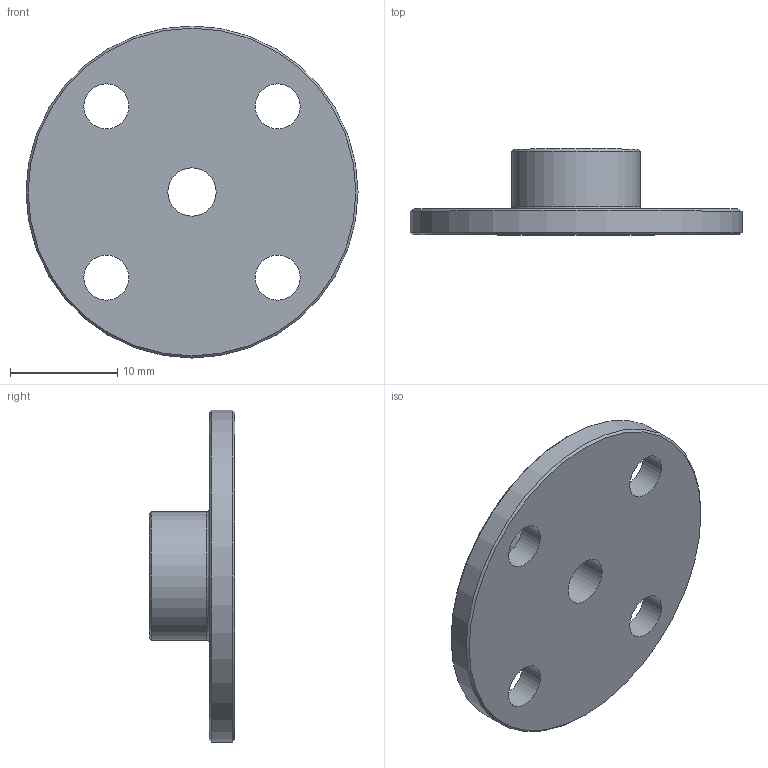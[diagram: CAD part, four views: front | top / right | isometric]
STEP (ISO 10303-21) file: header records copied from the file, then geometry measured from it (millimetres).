
FILE_DESCRIPTION(/* description */ (''),/* implementation_level */ '2;1');
FILE_NAME(/* name */ 'Matrix_08-0005.ipt.stp',/* time_stamp */ '2014-12-18T17:42:48-08:00',/* author */ ('Autodesk Inc.'),/* organization */ ('Autodesk Inc.'),/* preprocessor_version */ 'ST-DEVELOPER v15.6',/* originating_system */ 'Autodesk Inventor 2015',/* authorisation */ '');
FILE_SCHEMA (('AUTOMOTIVE_DESIGN { 1 0 10303 214 3 1 1 }'));
Length unit declared in the file: millimetre
Products named in the file (1): Matrix_08-0005
Bounding box: 31 x 8 x 31 mm (x, y, z)
Volume: 2180 mm3; surface area: 2019.3 mm2
Topology: 1 solids, 1 shells, 15 faces, 32 edges, 20 vertices
Faces by surface type: cylinder 7, cone 4, plane 3, torus 1
Full cylindrical faces by diameter (mm): 4.2 x4, 4.5 x1, 12 x1, 31 x1
Entity records: 388 total; most frequent: DIRECTION 70, CARTESIAN_POINT 54, EDGE_LOOP 38, ORIENTED_EDGE 38, AXIS2_PLACEMENT_3D 35, FACE_BOUND 23, CIRCLE 19, VERTEX_POINT 19
